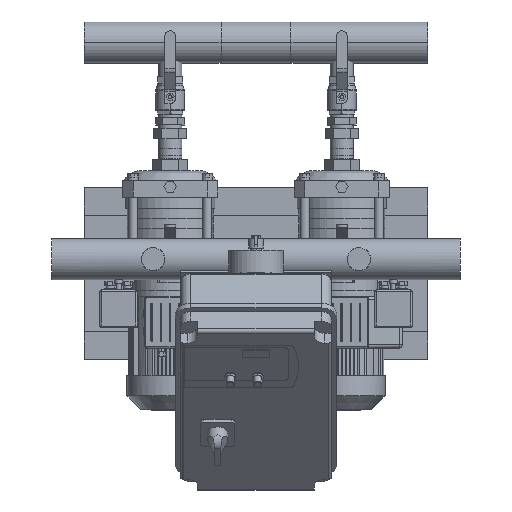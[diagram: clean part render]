
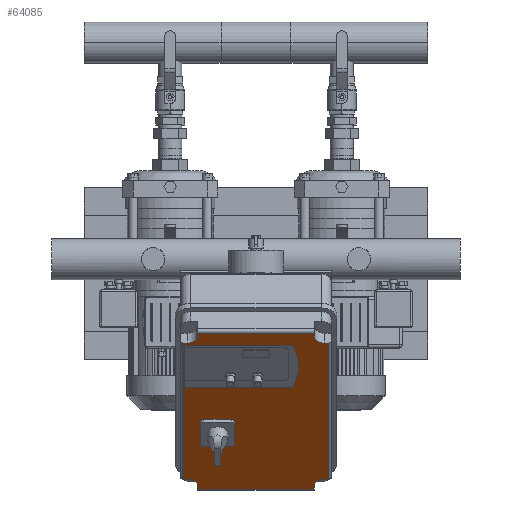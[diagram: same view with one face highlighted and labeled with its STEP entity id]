
A CAD part, top view. The second image highlights one B-rep face of the part: STEP entity #64085.
In plain terms, the highlighted planar face has unit normal (0, -0.707, 0.707).
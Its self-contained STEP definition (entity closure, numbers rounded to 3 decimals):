
#63625=CARTESIAN_POINT('',(145.,-187.584,572.271));
#63626=VERTEX_POINT('',#63625);
#63634=CARTESIAN_POINT('',(300.042,-187.584,572.271));
#63635=VERTEX_POINT('',#63634);
#63636=CARTESIAN_POINT('',(300.042,-187.584,572.271));
#63637=DIRECTION('',(-1.0,0.0,0.0));
#63638=VECTOR('',#63637,155.042);
#63639=LINE('',#63636,#63638);
#63640=EDGE_CURVE('',#63635,#63626,#63639,.T.);
#63667=CARTESIAN_POINT('',(304.726,-128.364,631.492));
#63668=VERTEX_POINT('',#63667);
#63675=CARTESIAN_POINT('',(300.042,-126.066,633.79));
#63676=VERTEX_POINT('',#63675);
#63677=CARTESIAN_POINT('',(300.042,-129.602,630.254));
#63678=DIRECTION('',(0.,0.707,-0.707));
#63679=DIRECTION('',(0.937,0.247,0.247));
#63680=AXIS2_PLACEMENT_3D('',#63677,#63678,#63679);
#63681=CIRCLE('',#63680,5.);
#63682=EDGE_CURVE('',#63676,#63668,#63681,.T.);
#63708=CARTESIAN_POINT('',(304.726,-185.286,574.569));
#63709=VERTEX_POINT('',#63708);
#63710=CARTESIAN_POINT('',(300.042,-184.049,575.807));
#63711=DIRECTION('',(0.0,0.707,-0.707));
#63712=DIRECTION('',(0.,-0.707,-0.707));
#63713=AXIS2_PLACEMENT_3D('',#63710,#63711,#63712);
#63714=CIRCLE('',#63713,5.);
#63715=EDGE_CURVE('',#63709,#63635,#63714,.T.);
#63739=CARTESIAN_POINT('',(197.,-156.825,603.03));
#63740=DIRECTION('',(0.,0.707,-0.707));
#63741=DIRECTION('',(0.937,-0.247,-0.247));
#63742=AXIS2_PLACEMENT_3D('',#63739,#63740,#63741);
#63743=CIRCLE('',#63742,115.0);
#63744=EDGE_CURVE('',#63668,#63709,#63743,.T.);
#63764=CARTESIAN_POINT('',(145.0,-320.52,439.335));
#63765=VERTEX_POINT('',#63764);
#63773=CARTESIAN_POINT('',(145.0,-320.52,439.335));
#63774=DIRECTION('',(0.,0.707,0.707));
#63775=VECTOR('',#63774,188.);
#63776=LINE('',#63773,#63775);
#63777=EDGE_CURVE('',#63765,#63626,#63776,.T.);
#63875=CARTESIAN_POINT('',(335.0,-108.388,651.467));
#63876=VERTEX_POINT('',#63875);
#63894=CARTESIAN_POINT('',(165.,-108.388,651.467));
#63895=VERTEX_POINT('',#63894);
#63903=CARTESIAN_POINT('',(165.,-108.388,651.467));
#63904=DIRECTION('',(1.0,0.0,0.0));
#63905=VECTOR('',#63904,170.);
#63906=LINE('',#63903,#63905);
#63907=EDGE_CURVE('',#63895,#63876,#63906,.T.);
#63918=CARTESIAN_POINT('',(335.0,-111.924,647.932));
#63919=VERTEX_POINT('',#63918);
#63920=CARTESIAN_POINT('',(335.0,-111.924,647.932));
#63921=DIRECTION('',(0.0,0.707,0.707));
#63922=VECTOR('',#63921,5.);
#63923=LINE('',#63920,#63922);
#63924=EDGE_CURVE('',#63919,#63876,#63923,.T.);
#63951=CARTESIAN_POINT('',(250.0,-221.525,538.33));
#63952=DIRECTION('',(0.0,-0.707,0.707));
#63953=DIRECTION('',(0.,-0.707,-0.707));
#63954=AXIS2_PLACEMENT_3D('',#63951,#63952,#63953);
#63955=PLANE('',#63954);
#63956=ORIENTED_EDGE('',*,*,#63640,.T.);
#63957=ORIENTED_EDGE('',*,*,#63777,.F.);
#63958=CARTESIAN_POINT('',(150.0,-320.52,439.335));
#63959=VERTEX_POINT('',#63958);
#63960=CARTESIAN_POINT('',(145.0,-320.52,439.335));
#63961=DIRECTION('',(1.0,0.0,0.0));
#63962=VECTOR('',#63961,5.0);
#63963=LINE('',#63960,#63962);
#63964=EDGE_CURVE('',#63765,#63959,#63963,.T.);
#63965=ORIENTED_EDGE('',*,*,#63964,.T.);
#63966=CARTESIAN_POINT('',(165.0,-331.127,428.729));
#63967=VERTEX_POINT('',#63966);
#63968=CARTESIAN_POINT('',(150.0,-331.127,428.729));
#63969=DIRECTION('',(0.0,0.707,-0.707));
#63970=DIRECTION('',(1.0,0.0,0.0));
#63971=AXIS2_PLACEMENT_3D('',#63968,#63969,#63970);
#63972=CIRCLE('',#63971,15.);
#63973=EDGE_CURVE('',#63959,#63967,#63972,.T.);
#63974=ORIENTED_EDGE('',*,*,#63973,.T.);
#63975=CARTESIAN_POINT('',(165.0,-334.663,425.193));
#63976=VERTEX_POINT('',#63975);
#63977=CARTESIAN_POINT('',(165.0,-331.127,428.729));
#63978=DIRECTION('',(0.0,-0.707,-0.707));
#63979=VECTOR('',#63978,5.);
#63980=LINE('',#63977,#63979);
#63981=EDGE_CURVE('',#63967,#63976,#63980,.T.);
#63982=ORIENTED_EDGE('',*,*,#63981,.T.);
#63983=CARTESIAN_POINT('',(335.0,-334.663,425.193));
#63984=VERTEX_POINT('',#63983);
#63985=CARTESIAN_POINT('',(335.0,-334.663,425.193));
#63986=DIRECTION('',(-1.0,0.0,0.0));
#63987=VECTOR('',#63986,170.0);
#63988=LINE('',#63985,#63987);
#63989=EDGE_CURVE('',#63984,#63976,#63988,.T.);
#63990=ORIENTED_EDGE('',*,*,#63989,.F.);
#63991=CARTESIAN_POINT('',(335.0,-331.127,428.729));
#63992=VERTEX_POINT('',#63991);
#63993=CARTESIAN_POINT('',(335.0,-334.663,425.193));
#63994=DIRECTION('',(0.0,0.707,0.707));
#63995=VECTOR('',#63994,5.0);
#63996=LINE('',#63993,#63995);
#63997=EDGE_CURVE('',#63984,#63992,#63996,.T.);
#63998=ORIENTED_EDGE('',*,*,#63997,.T.);
#63999=CARTESIAN_POINT('',(350.,-320.52,439.335));
#64000=VERTEX_POINT('',#63999);
#64001=CARTESIAN_POINT('',(350.,-331.127,428.729));
#64002=DIRECTION('',(0.0,0.707,-0.707));
#64003=DIRECTION('',(0.,0.707,0.707));
#64004=AXIS2_PLACEMENT_3D('',#64001,#64002,#64003);
#64005=CIRCLE('',#64004,15.);
#64006=EDGE_CURVE('',#63992,#64000,#64005,.T.);
#64007=ORIENTED_EDGE('',*,*,#64006,.T.);
#64008=CARTESIAN_POINT('',(355.0,-320.52,439.335));
#64009=VERTEX_POINT('',#64008);
#64010=CARTESIAN_POINT('',(350.,-320.52,439.335));
#64011=DIRECTION('',(1.0,0.0,0.0));
#64012=VECTOR('',#64011,5.);
#64013=LINE('',#64010,#64012);
#64014=EDGE_CURVE('',#64000,#64009,#64013,.T.);
#64015=ORIENTED_EDGE('',*,*,#64014,.T.);
#64016=CARTESIAN_POINT('',(355.0,-122.53,637.325));
#64017=VERTEX_POINT('',#64016);
#64018=CARTESIAN_POINT('',(355.0,-122.53,637.325));
#64019=DIRECTION('',(0.0,-0.707,-0.707));
#64020=VECTOR('',#64019,280.);
#64021=LINE('',#64018,#64020);
#64022=EDGE_CURVE('',#64017,#64009,#64021,.T.);
#64023=ORIENTED_EDGE('',*,*,#64022,.F.);
#64024=CARTESIAN_POINT('',(350.0,-122.53,637.325));
#64025=VERTEX_POINT('',#64024);
#64026=CARTESIAN_POINT('',(355.0,-122.53,637.325));
#64027=DIRECTION('',(-1.0,0.0,0.0));
#64028=VECTOR('',#64027,5.0);
#64029=LINE('',#64026,#64028);
#64030=EDGE_CURVE('',#64017,#64025,#64029,.T.);
#64031=ORIENTED_EDGE('',*,*,#64030,.T.);
#64032=CARTESIAN_POINT('',(350.0,-111.924,647.932));
#64033=DIRECTION('',(0.0,0.707,-0.707));
#64034=DIRECTION('',(-1.0,0.0,0.0));
#64035=AXIS2_PLACEMENT_3D('',#64032,#64033,#64034);
#64036=CIRCLE('',#64035,15.0);
#64037=EDGE_CURVE('',#64025,#63919,#64036,.T.);
#64038=ORIENTED_EDGE('',*,*,#64037,.T.);
#64039=ORIENTED_EDGE('',*,*,#63924,.T.);
#64040=ORIENTED_EDGE('',*,*,#63907,.F.);
#64041=CARTESIAN_POINT('',(165.,-111.924,647.932));
#64042=VERTEX_POINT('',#64041);
#64043=CARTESIAN_POINT('',(165.,-108.388,651.467));
#64044=DIRECTION('',(0.0,-0.707,-0.707));
#64045=VECTOR('',#64044,5.);
#64046=LINE('',#64043,#64045);
#64047=EDGE_CURVE('',#63895,#64042,#64046,.T.);
#64048=ORIENTED_EDGE('',*,*,#64047,.T.);
#64049=CARTESIAN_POINT('',(150.,-122.53,637.325));
#64050=VERTEX_POINT('',#64049);
#64051=CARTESIAN_POINT('',(150.,-111.924,647.932));
#64052=DIRECTION('',(0.0,0.707,-0.707));
#64053=DIRECTION('',(0.,-0.707,-0.707));
#64054=AXIS2_PLACEMENT_3D('',#64051,#64052,#64053);
#64055=CIRCLE('',#64054,15.);
#64056=EDGE_CURVE('',#64042,#64050,#64055,.T.);
#64057=ORIENTED_EDGE('',*,*,#64056,.T.);
#64058=CARTESIAN_POINT('',(145.,-122.53,637.325));
#64059=VERTEX_POINT('',#64058);
#64060=CARTESIAN_POINT('',(150.,-122.53,637.325));
#64061=DIRECTION('',(-1.0,0.0,0.0));
#64062=VECTOR('',#64061,5.0);
#64063=LINE('',#64060,#64062);
#64064=EDGE_CURVE('',#64050,#64059,#64063,.T.);
#64065=ORIENTED_EDGE('',*,*,#64064,.T.);
#64066=CARTESIAN_POINT('',(145.,-126.066,633.79));
#64067=VERTEX_POINT('',#64066);
#64068=CARTESIAN_POINT('',(145.,-126.066,633.79));
#64069=DIRECTION('',(0.,0.707,0.707));
#64070=VECTOR('',#64069,5.);
#64071=LINE('',#64068,#64070);
#64072=EDGE_CURVE('',#64067,#64059,#64071,.T.);
#64073=ORIENTED_EDGE('',*,*,#64072,.F.);
#64074=CARTESIAN_POINT('',(145.,-126.066,633.79));
#64075=DIRECTION('',(1.0,0.0,0.0));
#64076=VECTOR('',#64075,155.042);
#64077=LINE('',#64074,#64076);
#64078=EDGE_CURVE('',#64067,#63676,#64077,.T.);
#64079=ORIENTED_EDGE('',*,*,#64078,.T.);
#64080=ORIENTED_EDGE('',*,*,#63682,.T.);
#64081=ORIENTED_EDGE('',*,*,#63744,.T.);
#64082=ORIENTED_EDGE('',*,*,#63715,.T.);
#64083=EDGE_LOOP('',(#63956,#63957,#63965,#63974,#63982,#63990,#63998,#64007,#64015,#64023,#64031,#64038,#64039,#64040,#64048,#64057,#64065,#64073,#64079,#64080,#64081,#64082));
#64084=FACE_OUTER_BOUND('',#64083,.T.);
#64085=ADVANCED_FACE('',(#64084),#63955,.T.);
